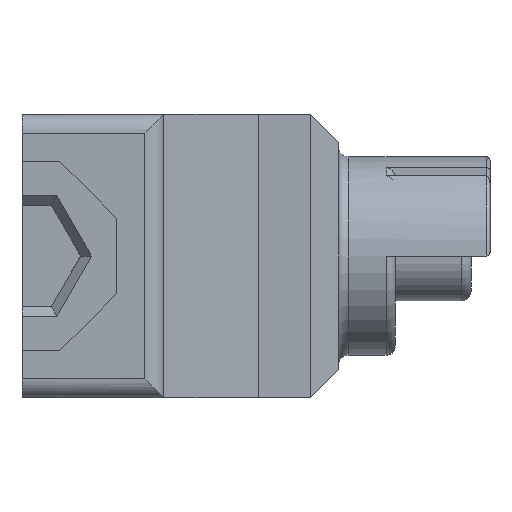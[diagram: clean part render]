
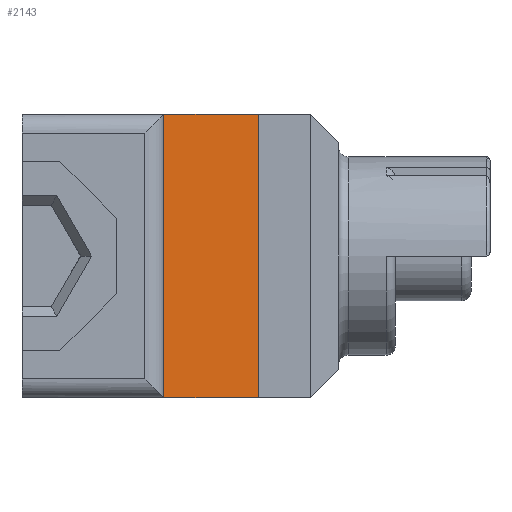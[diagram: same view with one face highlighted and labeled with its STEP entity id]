
A CAD part, front view. The second image highlights one B-rep face of the part: STEP entity #2143.
In plain terms, the highlighted planar face has unit normal (0.707, -0.707, 0).
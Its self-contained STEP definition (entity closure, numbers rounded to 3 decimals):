
#1232=CARTESIAN_POINT('',(15.,-53.,15.));
#1233=VERTEX_POINT('',#1232);
#1240=CARTESIAN_POINT('',(25.,-43.,15.));
#1241=VERTEX_POINT('',#1240);
#1242=CARTESIAN_POINT('',(15.,-53.,15.));
#1243=DIRECTION('',(0.707,0.707,0.));
#1244=VECTOR('',#1243,14.142);
#1245=LINE('',#1242,#1244);
#1246=EDGE_CURVE('NONE',#1233,#1241,#1245,.T.);
#1647=CARTESIAN_POINT('',(25.,-43.,-15.));
#1648=VERTEX_POINT('',#1647);
#1662=CARTESIAN_POINT('',(25.,-43.,15.));
#1663=DIRECTION('',(0.,0.,-1.));
#1664=VECTOR('',#1663,30.);
#1665=LINE('',#1662,#1664);
#1666=EDGE_CURVE('NONE',#1241,#1648,#1665,.T.);
#1859=CARTESIAN_POINT('',(15.,-53.,-15.));
#1860=VERTEX_POINT('',#1859);
#1861=CARTESIAN_POINT('',(25.,-43.,-15.));
#1862=DIRECTION('',(-0.707,-0.707,-0.));
#1863=VECTOR('',#1862,14.142);
#1864=LINE('',#1861,#1863);
#1865=EDGE_CURVE('NONE',#1648,#1860,#1864,.T.);
#2123=CARTESIAN_POINT('',(15.,-53.,-15.));
#2124=DIRECTION('',(-0.,-0.,1.));
#2125=VECTOR('',#2124,30.);
#2126=LINE('',#2123,#2125);
#2127=EDGE_CURVE('NONE',#1860,#1233,#2126,.T.);
#2132=CARTESIAN_POINT('',(15.,-53.,15.));
#2133=DIRECTION('',(0.707,-0.707,0.));
#2134=DIRECTION('',(0.,0.,-1.));
#2135=AXIS2_PLACEMENT_3D('',#2132,#2133,#2134);
#2136=PLANE('',#2135);
#2137=ORIENTED_EDGE('',*,*,#1865,.F.);
#2138=ORIENTED_EDGE('',*,*,#1666,.F.);
#2139=ORIENTED_EDGE('',*,*,#1246,.F.);
#2140=ORIENTED_EDGE('',*,*,#2127,.F.);
#2141=EDGE_LOOP('',(#2137,#2138,#2139,#2140));
#2142=FACE_BOUND('',#2141,.T.);
#2143=ADVANCED_FACE('NONE',(#2142),#2136,.T.);
